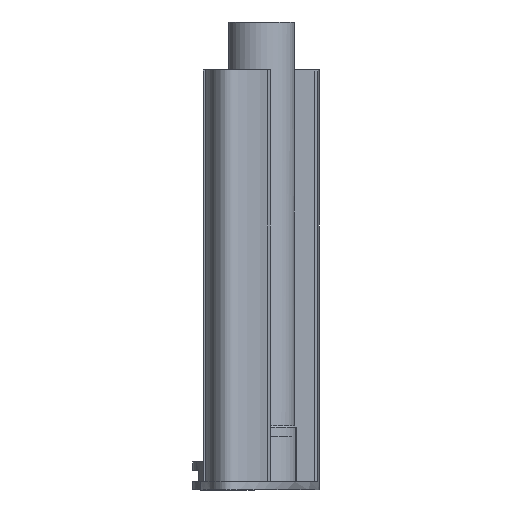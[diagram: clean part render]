
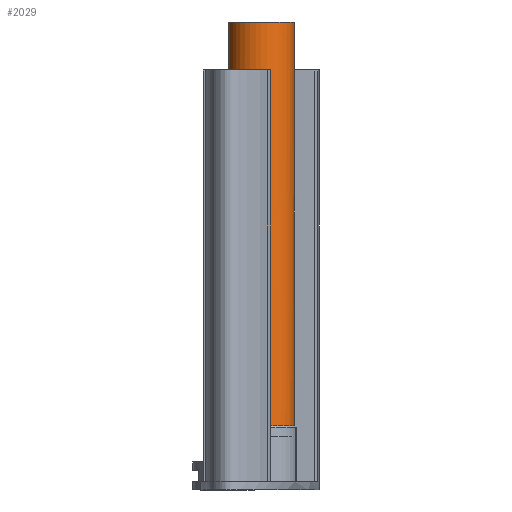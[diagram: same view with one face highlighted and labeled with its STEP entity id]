
A CAD part, left-side view. The second image highlights one B-rep face of the part: STEP entity #2029.
In plain terms, the highlighted cylindrical face has radius 11.75 mm (diameter 23.5 mm), a full revolution.
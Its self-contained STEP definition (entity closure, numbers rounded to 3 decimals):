
#169=FACE_OUTER_BOUND('',#289,.T.);
#289=EDGE_LOOP('',(#1570,#1571,#1572,#1573,#1574,#1575,#1576,#1577,#1578,
#1579,#1580,#1581));
#505=LINE('',#7534,#699);
#506=LINE('',#7538,#700);
#507=LINE('',#7540,#701);
#508=LINE('',#7543,#702);
#509=LINE('',#7546,#703);
#699=VECTOR('',#2484,10.);
#700=VECTOR('',#2489,11.75);
#701=VECTOR('',#2490,10.);
#702=VECTOR('',#2493,10.);
#703=VECTOR('',#2496,10.);
#821=CIRCLE('',#2148,11.75);
#823=CIRCLE('',#2152,11.75);
#824=CIRCLE('',#2153,11.75);
#843=CIRCLE('',#2186,11.75);
#844=CIRCLE('',#2187,11.75);
#845=CIRCLE('',#2188,11.75);
#936=VERTEX_POINT('',#7435);
#938=VERTEX_POINT('',#7438);
#940=VERTEX_POINT('',#7447);
#942=VERTEX_POINT('',#7452);
#943=VERTEX_POINT('',#7454);
#968=VERTEX_POINT('',#7532);
#969=VERTEX_POINT('',#7536);
#970=VERTEX_POINT('',#7539);
#971=VERTEX_POINT('',#7541);
#972=VERTEX_POINT('',#7544);
#1152=EDGE_CURVE('',#936,#938,#821,.T.);
#1158=EDGE_CURVE('',#940,#942,#823,.T.);
#1159=EDGE_CURVE('',#942,#943,#824,.T.);
#1198=EDGE_CURVE('',#968,#936,#505,.T.);
#1199=EDGE_CURVE('',#969,#969,#843,.T.);
#1200=EDGE_CURVE('',#969,#942,#506,.T.);
#1201=EDGE_CURVE('',#970,#940,#507,.T.);
#1202=EDGE_CURVE('',#970,#971,#844,.T.);
#1203=EDGE_CURVE('',#938,#971,#508,.T.);
#1204=EDGE_CURVE('',#968,#972,#845,.T.);
#1205=EDGE_CURVE('',#943,#972,#509,.T.);
#1570=ORIENTED_EDGE('',*,*,#1199,.T.);
#1571=ORIENTED_EDGE('',*,*,#1200,.T.);
#1572=ORIENTED_EDGE('',*,*,#1158,.F.);
#1573=ORIENTED_EDGE('',*,*,#1201,.F.);
#1574=ORIENTED_EDGE('',*,*,#1202,.T.);
#1575=ORIENTED_EDGE('',*,*,#1203,.F.);
#1576=ORIENTED_EDGE('',*,*,#1152,.F.);
#1577=ORIENTED_EDGE('',*,*,#1198,.F.);
#1578=ORIENTED_EDGE('',*,*,#1204,.T.);
#1579=ORIENTED_EDGE('',*,*,#1205,.F.);
#1580=ORIENTED_EDGE('',*,*,#1159,.F.);
#1581=ORIENTED_EDGE('',*,*,#1200,.F.);
#1980=CYLINDRICAL_SURFACE('',#2185,11.75);
#2029=ADVANCED_FACE('',(#169),#1980,.T.);
#2148=AXIS2_PLACEMENT_3D('',#7439,#2388,#2389);
#2152=AXIS2_PLACEMENT_3D('',#7453,#2399,#2400);
#2153=AXIS2_PLACEMENT_3D('',#7455,#2401,#2402);
#2185=AXIS2_PLACEMENT_3D('',#7535,#2485,#2486);
#2186=AXIS2_PLACEMENT_3D('',#7537,#2487,#2488);
#2187=AXIS2_PLACEMENT_3D('',#7542,#2491,#2492);
#2188=AXIS2_PLACEMENT_3D('',#7545,#2494,#2495);
#2388=DIRECTION('center_axis',(0.,0.,
-1.));
#2389=DIRECTION('ref_axis',(1.,0.,0.));
#2399=DIRECTION('center_axis',(0.,0.,
-1.));
#2400=DIRECTION('ref_axis',(1.,0.,0.));
#2401=DIRECTION('center_axis',(0.,0.,
-1.));
#2402=DIRECTION('ref_axis',(1.,0.,0.));
#2484=DIRECTION('',(0.,0.,-1.));
#2485=DIRECTION('center_axis',(0.,0.,
-1.));
#2486=DIRECTION('ref_axis',(1.,0.,0.));
#2487=DIRECTION('center_axis',(0.,0.,
-1.));
#2488=DIRECTION('ref_axis',(-1.,0.,0.));
#2489=DIRECTION('',(0.,0.,-1.));
#2490=DIRECTION('',(0.,0.,-1.));
#2491=DIRECTION('center_axis',(0.,0.,
1.));
#2492=DIRECTION('ref_axis',(-1.,0.,0.));
#2493=DIRECTION('',(0.,0.,1.));
#2494=DIRECTION('center_axis',(0.,0.,
1.));
#2495=DIRECTION('ref_axis',(-1.,0.,0.));
#2496=DIRECTION('',(0.,0.,1.));
#7435=CARTESIAN_POINT('',(98.448,17.424,20.));
#7438=CARTESIAN_POINT('',(98.489,-6.076,20.));
#7439=CARTESIAN_POINT('Origin',(98.489,5.674,20.));
#7447=CARTESIAN_POINT('',(97.451,-6.03,20.));
#7452=CARTESIAN_POINT('',(86.739,5.674,20.));
#7453=CARTESIAN_POINT('Origin',(98.489,5.674,20.));
#7454=CARTESIAN_POINT('',(97.462,17.379,20.));
#7455=CARTESIAN_POINT('Origin',(98.489,5.674,20.));
#7532=CARTESIAN_POINT('',(98.448,17.424,147.));
#7534=CARTESIAN_POINT('',(98.448,17.424,-4.));
#7535=CARTESIAN_POINT('Origin',(98.489,5.674,-4.));
#7536=CARTESIAN_POINT('',(86.739,5.674,164.));
#7537=CARTESIAN_POINT('Origin',(98.489,5.674,164.));
#7538=CARTESIAN_POINT('',(86.739,5.674,-4.));
#7539=CARTESIAN_POINT('',(97.451,-6.03,147.));
#7540=CARTESIAN_POINT('',(97.451,-6.03,-4.));
#7541=CARTESIAN_POINT('',(98.489,-6.076,147.));
#7542=CARTESIAN_POINT('Origin',(98.489,5.674,147.));
#7543=CARTESIAN_POINT('',(98.489,-6.076,-4.));
#7544=CARTESIAN_POINT('',(97.462,17.379,147.));
#7545=CARTESIAN_POINT('Origin',(98.489,5.674,147.));
#7546=CARTESIAN_POINT('',(97.462,17.379,-4.));
